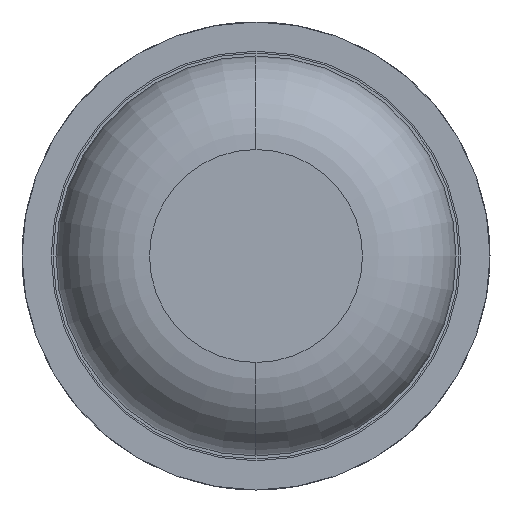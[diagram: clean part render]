
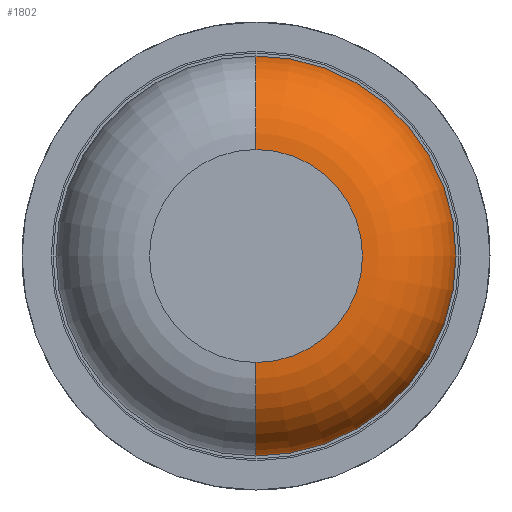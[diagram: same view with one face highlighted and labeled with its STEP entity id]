
A CAD part, front view. The second image highlights one B-rep face of the part: STEP entity #1802.
In plain terms, the highlighted toroidal (fillet/blend) face has major radius 0.91 mm and minor radius 0.8 mm.
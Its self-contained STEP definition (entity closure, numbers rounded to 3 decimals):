
#18 = VERTEX_POINT ( 'NONE', #1573 ) ;
#90 = DIRECTION ( 'NONE',  ( 0., 1., 0. ) ) ;
#94 = CARTESIAN_POINT ( 'NONE',  ( 0., -29.2, -0.91 ) ) ;
#437 = AXIS2_PLACEMENT_3D ( 'NONE', #1664, #90, #4261 ) ;
#504 = DIRECTION ( 'NONE',  ( 0., 0., 1. ) ) ;
#530 = AXIS2_PLACEMENT_3D ( 'NONE', #6385, #5817, #1170 ) ;
#668 = VERTEX_POINT ( 'NONE', #2008 ) ;
#730 = FACE_OUTER_BOUND ( 'NONE', #6091, .T. ) ;
#858 = AXIS2_PLACEMENT_3D ( 'NONE', #94, #5299, #2198 ) ;
#1033 = AXIS2_PLACEMENT_3D ( 'NONE', #6220, #3107, #504 ) ;
#1127 = AXIS2_PLACEMENT_3D ( 'NONE', #5376, #3874, #6448 ) ;
#1170 = DIRECTION ( 'NONE',  ( 0., 0., 1. ) ) ;
#1419 = VERTEX_POINT ( 'NONE', #3227 ) ;
#1436 = EDGE_CURVE ( 'NONE', #6302, #1419, #4125, .T. ) ;
#1549 = ORIENTED_EDGE ( 'NONE', *, *, #1436, .T. ) ;
#1573 = CARTESIAN_POINT ( 'NONE',  ( 0., -30., 0.91 ) ) ;
#1664 = CARTESIAN_POINT ( 'NONE',  ( 0., -29.2, 0. ) ) ;
#1802 = ADVANCED_FACE ( 'Defeature ausgef�hrt1_10', ( #730 ), #4376, .T. ) ;
#2008 = CARTESIAN_POINT ( 'NONE',  ( 0., -29.2, 1.71 ) ) ;
#2198 = DIRECTION ( 'NONE',  ( 0., 0., -1. ) ) ;
#2270 = ORIENTED_EDGE ( 'NONE', *, *, #3975, .F. ) ;
#2761 = CARTESIAN_POINT ( 'NONE',  ( 0., -30., -0.91 ) ) ;
#2900 = CIRCLE ( 'NONE', #437, 1.71 ) ;
#3038 = ORIENTED_EDGE ( 'NONE', *, *, #5753, .F. ) ;
#3107 = DIRECTION ( 'NONE',  ( 0., 1., 0. ) ) ;
#3227 = CARTESIAN_POINT ( 'NONE',  ( 0., -29.2, -1.71 ) ) ;
#3367 = CIRCLE ( 'NONE', #530, 0.91 ) ;
#3874 = DIRECTION ( 'NONE',  ( -1., 0., 0. ) ) ;
#3975 = EDGE_CURVE ( 'Defeature ausgef�hrt1_2+Defeature ausgef�hrt1_10+Defeature ausgef�hrt1_10+Defeature ausgef�hrt1_10', #668, #1419, #2900, .T. ) ;
#4125 = CIRCLE ( 'NONE', #858, 0.8 ) ;
#4261 = DIRECTION ( 'NONE',  ( 0., 0., 1. ) ) ;
#4307 = ORIENTED_EDGE ( 'NONE', *, *, #6445, .F. ) ;
#4376 = TOROIDAL_SURFACE ( 'NONE', #1033, 0.91, 0.8 ) ;
#5299 = DIRECTION ( 'NONE',  ( 1., 0., 0. ) ) ;
#5376 = CARTESIAN_POINT ( 'NONE',  ( 0., -29.2, 0.91 ) ) ;
#5753 = EDGE_CURVE ( 'Defeature ausgef�hrt1_0+Defeature ausgef�hrt1_10+Defeature ausgef�hrt1_10+Defeature ausgef�hrt1_10', #6302, #18, #3367, .T. ) ;
#5817 = DIRECTION ( 'NONE',  ( 0., -1., 0. ) ) ;
#5980 = CIRCLE ( 'NONE', #1127, 0.8 ) ;
#6091 = EDGE_LOOP ( 'NONE', ( #3038, #1549, #2270, #4307 ) ) ;
#6220 = CARTESIAN_POINT ( 'NONE',  ( 0., -29.2, 0. ) ) ;
#6302 = VERTEX_POINT ( 'NONE', #2761 ) ;
#6385 = CARTESIAN_POINT ( 'NONE',  ( 0., -30., 0. ) ) ;
#6445 = EDGE_CURVE ( 'NONE', #18, #668, #5980, .T. ) ;
#6448 = DIRECTION ( 'NONE',  ( 0., 0., 1. ) ) ;
